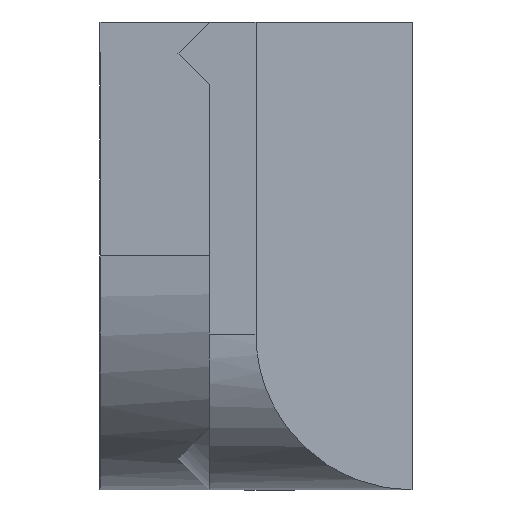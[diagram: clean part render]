
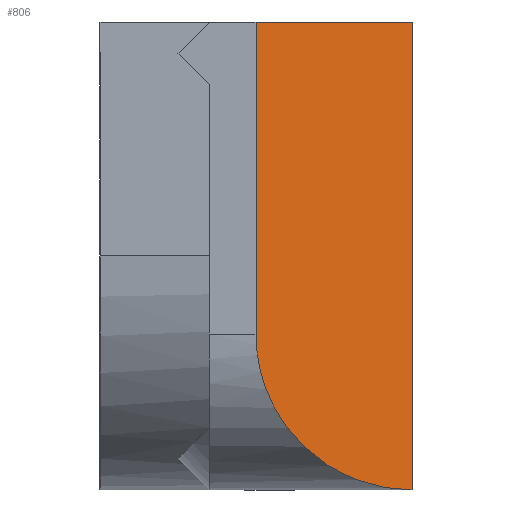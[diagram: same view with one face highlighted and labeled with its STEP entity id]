
A CAD part, left-side view. The second image highlights one B-rep face of the part: STEP entity #806.
In plain terms, the highlighted planar face has unit normal (-0.707, -0.707, 0).
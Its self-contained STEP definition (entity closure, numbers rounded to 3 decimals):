
#31 = CARTESIAN_POINT ( 'NONE',  ( 2., -2.6, 0. ) ) ;
#34 = DIRECTION ( 'NONE',  ( 0.707, 0.707, 0. ) ) ;
#36 = DIRECTION ( 'NONE',  ( 0., 0., 1. ) ) ;
#47 = CARTESIAN_POINT ( 'NONE',  ( 0.828, -1.428, 0. ) ) ;
#76 = VECTOR ( 'NONE', #295, 1000. ) ;
#88 = VERTEX_POINT ( 'NONE', #31 ) ;
#115 = EDGE_CURVE ( 'NONE', #589, #816, #367, .T. ) ;
#125 = CARTESIAN_POINT ( 'NONE',  ( 0., -0.6, 2. ) ) ;
#158 = DIRECTION ( 'NONE',  ( -0.707, 0.707, 0. ) ) ;
#175 = LINE ( 'NONE', #735, #76 ) ;
#176 =( BOUNDED_CURVE ( )  B_SPLINE_CURVE ( 3, ( #244, #47, #748, #125 ),
 .UNSPECIFIED., .F., .F. ) 
 B_SPLINE_CURVE_WITH_KNOTS ( ( 4, 4 ),
 ( 1.571, 3.142 ),
 .UNSPECIFIED. ) 
 CURVE ( )  GEOMETRIC_REPRESENTATION_ITEM ( )  RATIONAL_B_SPLINE_CURVE ( ( 1., 0.805, 0.805, 1. ) ) 
 REPRESENTATION_ITEM ( '' )  );
#202 = ORIENTED_EDGE ( 'NONE', *, *, #237, .F. ) ;
#225 = ORIENTED_EDGE ( 'NONE', *, *, #741, .T. ) ;
#237 = EDGE_CURVE ( 'NONE', #88, #330, #176, .T. ) ;
#242 = EDGE_CURVE ( 'NONE', #330, #816, #460, .T. ) ;
#244 = CARTESIAN_POINT ( 'NONE',  ( 2., -2.6, 0. ) ) ;
#258 = EDGE_LOOP ( 'NONE', ( #202, #225, #654, #752 ) ) ;
#295 = DIRECTION ( 'NONE',  ( 0., 0., 1. ) ) ;
#330 = VERTEX_POINT ( 'NONE', #687 ) ;
#367 = LINE ( 'NONE', #392, #699 ) ;
#386 = CARTESIAN_POINT ( 'NONE',  ( 0., -0.6, 6. ) ) ;
#392 = CARTESIAN_POINT ( 'NONE',  ( 2., -2.6, 6. ) ) ;
#455 = CARTESIAN_POINT ( 'NONE',  ( 2., -2.6, 6. ) ) ;
#460 = LINE ( 'NONE', #525, #742 ) ;
#523 = PLANE ( 'NONE',  #586 ) ;
#525 = CARTESIAN_POINT ( 'NONE',  ( 0., -0.6, 6. ) ) ;
#586 = AXIS2_PLACEMENT_3D ( 'NONE', #848, #34, #158 ) ;
#589 = VERTEX_POINT ( 'NONE', #455 ) ;
#654 = ORIENTED_EDGE ( 'NONE', *, *, #115, .T. ) ;
#687 = CARTESIAN_POINT ( 'NONE',  ( 0., -0.6, 2. ) ) ;
#699 = VECTOR ( 'NONE', #799, 1000. ) ;
#723 = FACE_OUTER_BOUND ( 'NONE', #258, .T. ) ;
#735 = CARTESIAN_POINT ( 'NONE',  ( 2., -2.6, 6. ) ) ;
#741 = EDGE_CURVE ( 'NONE', #88, #589, #175, .T. ) ;
#742 = VECTOR ( 'NONE', #36, 1000. ) ;
#748 = CARTESIAN_POINT ( 'NONE',  ( 0., -0.6, 0.828 ) ) ;
#752 = ORIENTED_EDGE ( 'NONE', *, *, #242, .F. ) ;
#799 = DIRECTION ( 'NONE',  ( -0.707, 0.707, 0. ) ) ;
#806 = ADVANCED_FACE ( 'NONE', ( #723 ), #523, .F. ) ;
#816 = VERTEX_POINT ( 'NONE', #386 ) ;
#848 = CARTESIAN_POINT ( 'NONE',  ( 2., -2.6, 6. ) ) ;
